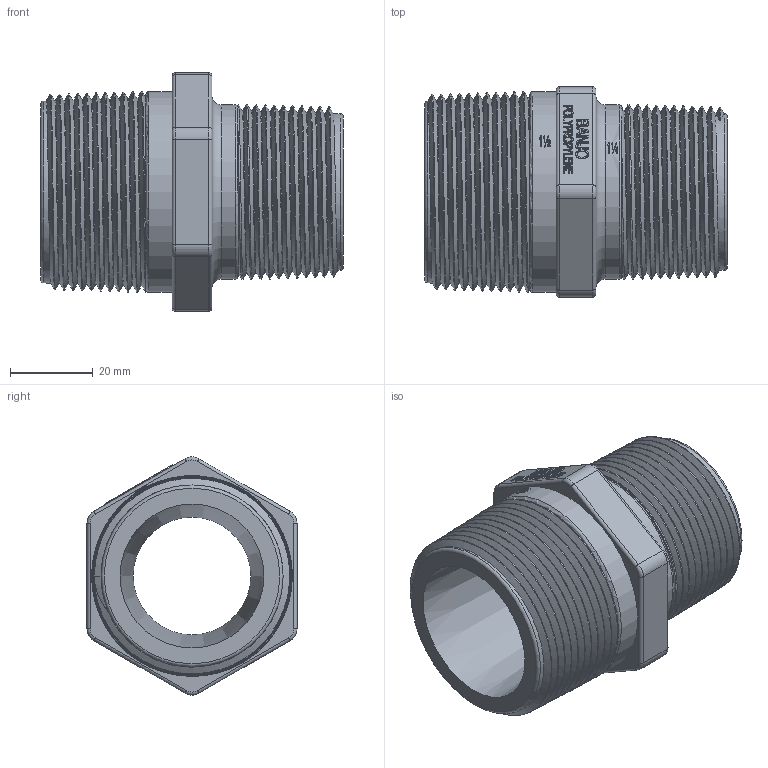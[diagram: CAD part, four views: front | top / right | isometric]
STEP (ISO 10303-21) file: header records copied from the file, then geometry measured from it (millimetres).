
FILE_DESCRIPTION(/* description */ ('1 1/2" X 1 1/4" REDUCING NIPPLE'),/* implementation_level */ '2;1');
FILE_NAME(/* name */ 'RN150-125.stp',/* time_stamp */ '2013-10-16T10:06:10-04:00',/* author */ ('DCerny'),/* organization */ (''),/* preprocessor_version */ 'ST-DEVELOPER v15.2',/* originating_system */ 'Autodesk Inventor 2014',/* authorisation */ '');
FILE_SCHEMA (('AUTOMOTIVE_DESIGN { 1 0 10303 214 3 1 1 }'));
Length unit declared in the file: inch
Products named in the file (1): RN150-125
Bounding box: 73.15 x 50.8 x 57.64 mm (x, y, z)
Volume: 64535.8 mm3; surface area: 24778.1 mm2
Topology: 1 solids, 1 shells, 421 faces, 1102 edges, 722 vertices
Faces by surface type: plane 219, bspline 122, cylinder 34, cone 29, torus 17
Full cylindrical faces by diameter (mm): 28.448 x1, 42.164 x1, 48.514 x1
Entity records: 20856 total; most frequent: CARTESIAN_POINT 11983, ORIENTED_EDGE 2050, DIRECTION 1369, EDGE_CURVE 1025, VERTEX_POINT 678, LINE 629, VECTOR 629, EDGE_LOOP 451
